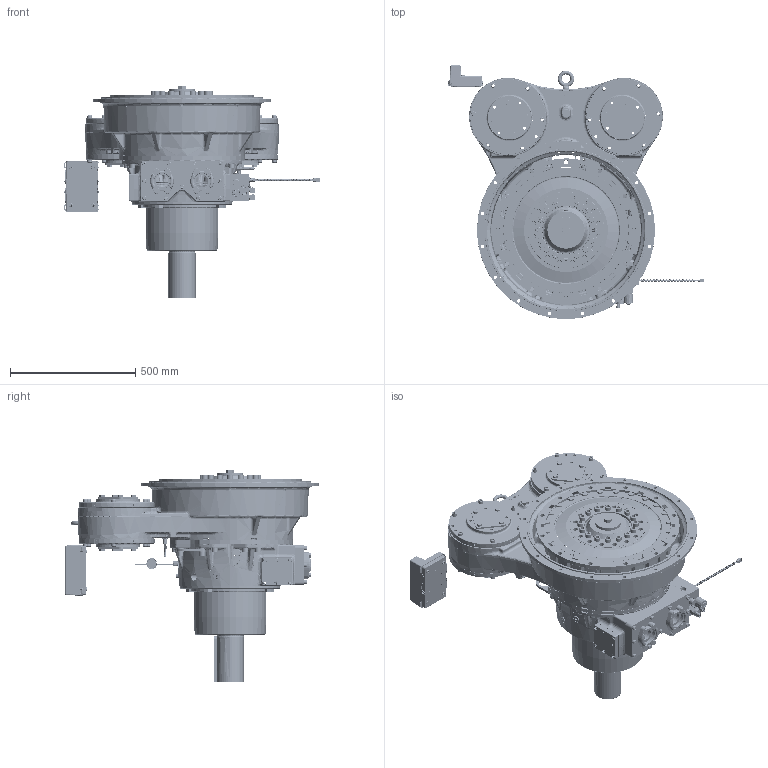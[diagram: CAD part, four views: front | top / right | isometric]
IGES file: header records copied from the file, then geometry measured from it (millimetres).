
Start section: SolidWorks IGES file using analytic representation for surfaces
Global section: file name: 1027950S.igs; native system: SolidWorks 2019; preprocessor: SolidWorks 2019; author: PDMBatchService; date: 210630.002335; units: millimetre
Bounding box: 1020.31 x 1015.44 x 848.86 mm (x, y, z)
Surface area: 4844267 mm2 (no closed solid volume)
Topology: 0 solids, 0 shells, 6892 faces, 140496 edges, 140407 vertices
Faces by surface type: bspline 4509, revolution 2383
